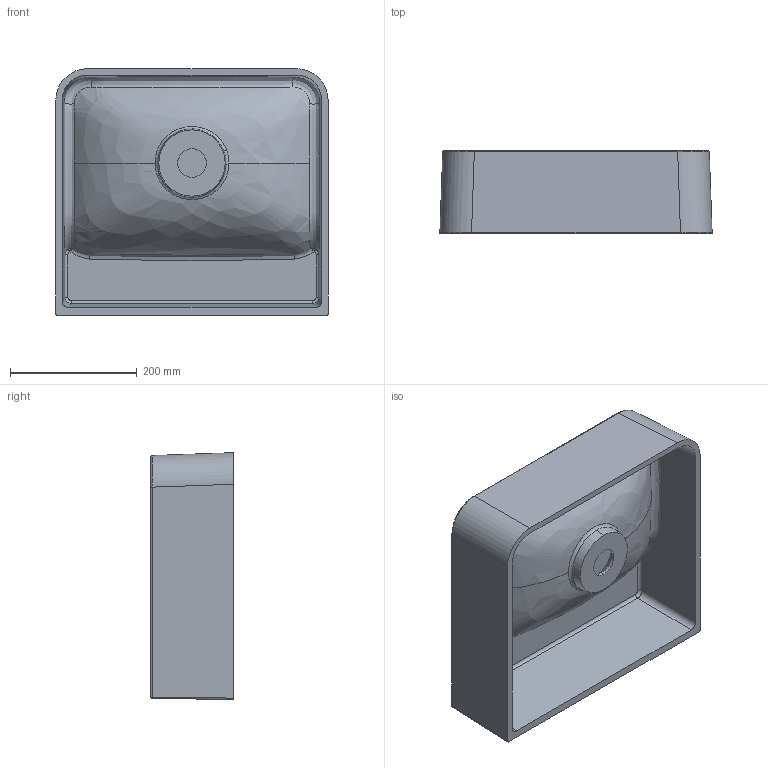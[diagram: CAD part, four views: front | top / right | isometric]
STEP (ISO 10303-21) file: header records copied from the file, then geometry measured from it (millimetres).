
FILE_DESCRIPTION (( 'STEP AP214' ), '1' );
FILE_NAME ('Seed.STEP', '2020-09-10T12:44:15', ( '' ), ( '' ), 'SwSTEP 2.0', 'SolidWorks 2018', '' );
FILE_SCHEMA (( 'AUTOMOTIVE_DESIGN' ));
Length unit declared in the file: millimetre
Products named in the file (1): Seed
Bounding box: 430.08 x 130 x 389.67 mm (x, y, z)
Volume: 4374865.5 mm3; surface area: 758235.6 mm2
Topology: 2 solids, 2 shells, 126 faces, 323 edges, 194 vertices
Faces by surface type: bspline 67, cylinder 22, plane 20, torus 11, cone 4, sphere 2
Entity records: 21229 total; most frequent: CARTESIAN_POINT 18701, ORIENTED_EDGE 630, DIRECTION 378, EDGE_CURVE 315, VERTEX_POINT 194, AXIS2_PLACEMENT_3D 166, B_SPLINE_CURVE_WITH_KNOTS 147, EDGE_LOOP 129
